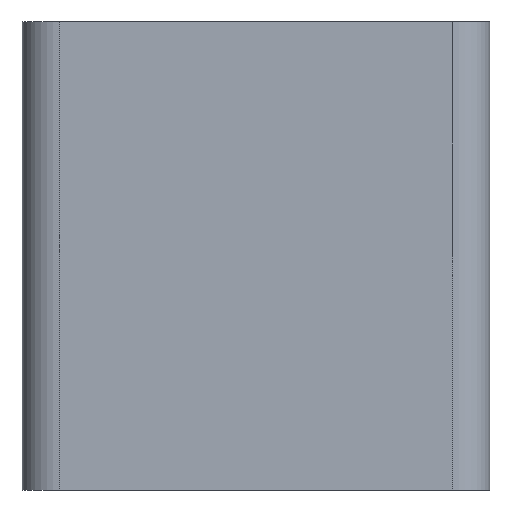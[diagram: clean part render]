
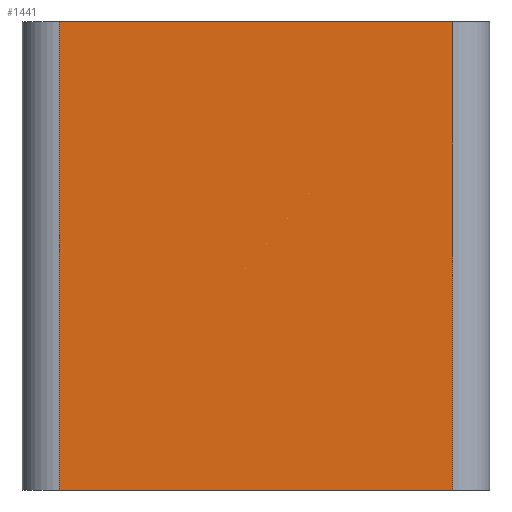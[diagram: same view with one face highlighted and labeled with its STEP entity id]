
A CAD part, left-side view. The second image highlights one B-rep face of the part: STEP entity #1441.
In plain terms, the highlighted planar face has unit normal (-1, 0, 0).
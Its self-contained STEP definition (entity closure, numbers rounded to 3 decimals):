
#407 = AXIS2_PLACEMENT_3D ( 'NONE', #906, #907, #908 ) ;
#431 = VECTOR ( 'NONE', #951, 1000. ) ;
#438 = VECTOR ( 'NONE', #948, 1000. ) ;
#451 = VERTEX_POINT ( 'NONE', #1190 ) ;
#457 = VERTEX_POINT ( 'NONE', #1196 ) ;
#491 = VERTEX_POINT ( 'NONE', #1212 ) ;
#510 = VERTEX_POINT ( 'NONE', #1231 ) ;
#550 = ORIENTED_EDGE ( 'NONE', *, *, #1414, .T. ) ;
#588 = ORIENTED_EDGE ( 'NONE', *, *, #1448, .F. ) ;
#589 = ORIENTED_EDGE ( 'NONE', *, *, #1447, .T. ) ;
#796 = LINE ( 'NONE', #798, #1095 ) ;
#798 = CARTESIAN_POINT ( 'NONE',  ( -30., 4., 25. ) ) ;
#799 = DIRECTION ( 'NONE',  ( 0., 0., -1. ) ) ;
#895 = FACE_OUTER_BOUND ( 'NONE', #1252, .T. ) ;
#896 = PLANE ( 'NONE',  #407 ) ;
#906 = CARTESIAN_POINT ( 'NONE',  ( -30., 4., 25. ) ) ;
#907 = DIRECTION ( 'NONE',  ( 1., 0., 0. ) ) ;
#908 = DIRECTION ( 'NONE',  ( 0., 0., -1. ) ) ;
#941 = LINE ( 'NONE', #947, #438 ) ;
#947 = CARTESIAN_POINT ( 'NONE',  ( -30., 4., -25. ) ) ;
#948 = DIRECTION ( 'NONE',  ( 0., -1., 0. ) ) ;
#949 = LINE ( 'NONE', #950, #431 ) ;
#950 = CARTESIAN_POINT ( 'NONE',  ( -30., 4., 25. ) ) ;
#951 = DIRECTION ( 'NONE',  ( 0., -1., 0. ) ) ;
#1095 = VECTOR ( 'NONE', #799, 1000. ) ;
#1146 = ORIENTED_EDGE ( 'NONE', *, *, #1370, .F. ) ;
#1190 = CARTESIAN_POINT ( 'NONE',  ( -30., 4., -25. ) ) ;
#1196 = CARTESIAN_POINT ( 'NONE',  ( -30., 4., 25. ) ) ;
#1212 = CARTESIAN_POINT ( 'NONE',  ( -30., 46., -25. ) ) ;
#1231 = CARTESIAN_POINT ( 'NONE',  ( -30., 46., 25. ) ) ;
#1252 = EDGE_LOOP ( 'NONE', ( #589, #1146, #588, #550 ) ) ;
#1370 = EDGE_CURVE ( 'NONE', #457, #451, #796, .T. ) ;
#1414 = EDGE_CURVE ( 'NONE', #510, #491, #1592, .T. ) ;
#1441 = ADVANCED_FACE ( 'NONE', ( #895 ), #896, .F. ) ;
#1447 = EDGE_CURVE ( 'NONE', #491, #451, #941, .T. ) ;
#1448 = EDGE_CURVE ( 'NONE', #510, #457, #949, .T. ) ;
#1587 = CARTESIAN_POINT ( 'NONE',  ( -30., 46., 25. ) ) ;
#1592 = LINE ( 'NONE', #1587, #1703 ) ;
#1597 = DIRECTION ( 'NONE',  ( 0., 0., -1. ) ) ;
#1703 = VECTOR ( 'NONE', #1597, 1000. ) ;
